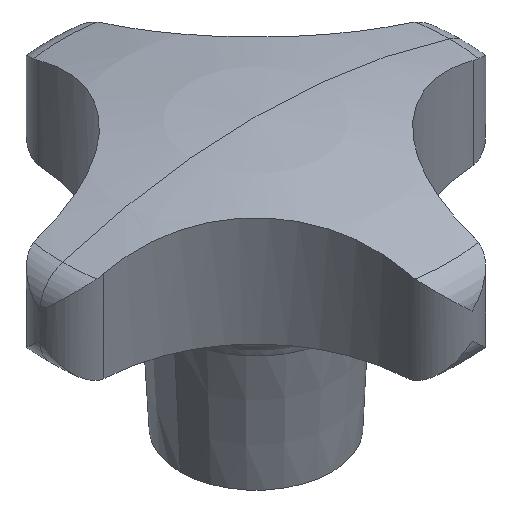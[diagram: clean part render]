
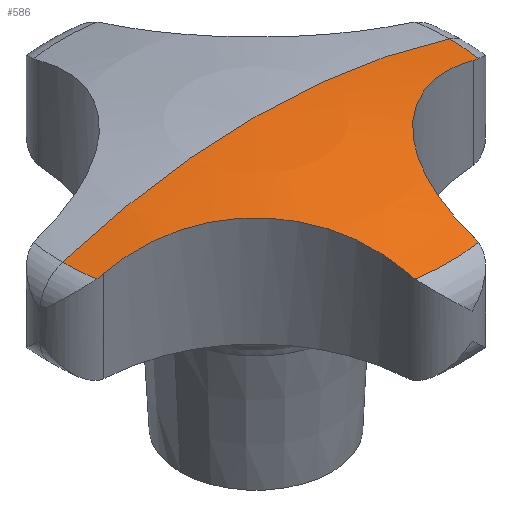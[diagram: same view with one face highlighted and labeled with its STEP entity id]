
A CAD part, isometric view. The second image highlights one B-rep face of the part: STEP entity #586.
In plain terms, the highlighted spherical face has radius 60 mm.
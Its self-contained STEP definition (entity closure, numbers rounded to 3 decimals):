
#234=VERTEX_POINT('',#644);
#270=EDGE_CURVE('',#408,#468,#683,.T.);
#296=EDGE_CURVE('',#596,#518,#711,.T.);
#312=VERTEX_POINT('',#728);
#322=EDGE_CURVE('',#414,#334,#740,.T.);
#334=VERTEX_POINT('',#753);
#360=EDGE_CURVE('',#368,#414,#782,.T.);
#368=VERTEX_POINT('',#790);
#406=VERTEX_POINT('',#833);
#408=VERTEX_POINT('',#835);
#414=VERTEX_POINT('',#841);
#426=EDGE_CURVE('',#570,#596,#853,.T.);
#428=EDGE_CURVE('',#234,#570,#855,.T.);
#450=EDGE_CURVE('',#518,#334,#878,.T.);
#468=VERTEX_POINT('',#897);
#480=EDGE_CURVE('',#368,#406,#909,.T.);
#486=EDGE_CURVE('',#406,#408,#917,.T.);
#518=VERTEX_POINT('',#954);
#550=EDGE_CURVE('',#468,#312,#989,.T.);
#570=VERTEX_POINT('',#1010);
#582=EDGE_CURVE('',#312,#234,#1023,.T.);
#586=ADVANCED_FACE('',(#1027),#1028,.T.);
#596=VERTEX_POINT('',#1039);
#644=CARTESIAN_POINT('',(2.928,-17.654,22.269));
#683=B_SPLINE_CURVE_WITH_KNOTS('',3,(#1179,#1180,#1181,#1182,#1183,#1184,#1185,#1186,#1187,#1188,#1189,#1190,#1191,#1192,#1193,#1194,#1195,#1196),.UNSPECIFIED.,.F.,.F.,(4,2,2,2,2,2,2,2,4),(23.196,25.893,28.591,31.288,33.985,36.686,39.386,42.087,44.598),.UNSPECIFIED.);
#711=B_SPLINE_CURVE_WITH_KNOTS('',3,(#1244,#1245,#1246,#1247),.UNSPECIFIED.,.F.,.F.,(4,4),(0.0,0.582),.UNSPECIFIED.);
#728=CARTESIAN_POINT('',(-2.928,-17.654,22.269));
#740=CIRCLE('',#1286,60.);
#753=CARTESIAN_POINT('',(17.895,0.,22.269));
#782=CIRCLE('',#1354,60.);
#790=CARTESIAN_POINT('',(-17.895,0.,22.269));
#833=CARTESIAN_POINT('',(-17.654,-2.928,22.269));
#835=CARTESIAN_POINT('',(-17.085,-2.999,22.438));
#841=CARTESIAN_POINT('',(0.,0.,25.));
#853=B_SPLINE_CURVE_WITH_KNOTS('',3,(#1494,#1495,#1496,#1497,#1498,#1499,#1500,#1501,#1502,#1503,#1504,#1505,#1506,#1507,#1508,#1509,#1510,#1511),.UNSPECIFIED.,.F.,.F.,(4,2,2,2,2,2,2,2,4),(23.196,25.893,28.591,31.288,33.985,36.686,39.386,42.087,44.598),.UNSPECIFIED.);
#855=B_SPLINE_CURVE_WITH_KNOTS('',3,(#1514,#1515,#1516,#1517,#1518,#1519),.UNSPECIFIED.,.F.,.F.,(4,2,4),(8.488,8.647,9.063),.UNSPECIFIED.);
#878=CIRCLE('',#1588,17.895);
#897=CARTESIAN_POINT('',(-2.999,-17.085,22.438));
#909=CIRCLE('',#1691,17.895);
#917=B_SPLINE_CURVE_WITH_KNOTS('',3,(#1702,#1703,#1704,#1705,#1706,#1707),.UNSPECIFIED.,.F.,.F.,(4,2,4),(8.488,8.647,9.063),.UNSPECIFIED.);
#954=CARTESIAN_POINT('',(17.654,-2.928,22.269));
#989=B_SPLINE_CURVE_WITH_KNOTS('',3,(#1829,#1830,#1831,#1832),.UNSPECIFIED.,.F.,.F.,(4,4),(0.0,0.582),.UNSPECIFIED.);
#1010=CARTESIAN_POINT('',(2.999,-17.085,22.438));
#1023=CIRCLE('',#1893,17.895);
#1027=FACE_OUTER_BOUND('',#1898,.T.);
#1028=SPHERICAL_SURFACE('',#1899,60.);
#1039=CARTESIAN_POINT('',(17.085,-2.999,22.438));
#1179=CARTESIAN_POINT('',(-17.085,-2.999,22.438));
#1180=CARTESIAN_POINT('',(-16.223,-3.023,22.693));
#1181=CARTESIAN_POINT('',(-15.325,-3.127,22.933));
#1182=CARTESIAN_POINT('',(-13.529,-3.515,23.357));
#1183=CARTESIAN_POINT('',(-12.631,-3.8,23.54));
#1184=CARTESIAN_POINT('',(-10.901,-4.544,23.834));
#1185=CARTESIAN_POINT('',(-10.068,-5.003,23.945));
#1186=CARTESIAN_POINT('',(-8.522,-6.063,24.089));
#1187=CARTESIAN_POINT('',(-7.81,-6.663,24.122));
#1188=CARTESIAN_POINT('',(-6.545,-7.943,24.118));
#1189=CARTESIAN_POINT('',(-5.953,-8.663,24.08));
#1190=CARTESIAN_POINT('',(-4.912,-10.223,23.926));
#1191=CARTESIAN_POINT('',(-4.463,-11.062,23.81));
#1192=CARTESIAN_POINT('',(-3.74,-12.802,23.507));
#1193=CARTESIAN_POINT('',(-3.467,-13.704,23.319));
#1194=CARTESIAN_POINT('',(-3.113,-15.442,22.902));
#1195=CARTESIAN_POINT('',(-3.022,-16.278,22.677));
#1196=CARTESIAN_POINT('',(-2.999,-17.085,22.438));
#1244=CARTESIAN_POINT('',(17.085,-2.999,22.438));
#1245=CARTESIAN_POINT('',(17.271,-2.994,22.383));
#1246=CARTESIAN_POINT('',(17.463,-2.971,22.326));
#1247=CARTESIAN_POINT('',(17.654,-2.928,22.269));
#1286=AXIS2_PLACEMENT_3D('',#2110,#2111,#2112);
#1354=AXIS2_PLACEMENT_3D('',#2174,#2175,#2176);
#1494=CARTESIAN_POINT('',(2.999,-17.085,22.438));
#1495=CARTESIAN_POINT('',(3.023,-16.223,22.693));
#1496=CARTESIAN_POINT('',(3.127,-15.325,22.933));
#1497=CARTESIAN_POINT('',(3.515,-13.529,23.357));
#1498=CARTESIAN_POINT('',(3.8,-12.631,23.54));
#1499=CARTESIAN_POINT('',(4.544,-10.901,23.834));
#1500=CARTESIAN_POINT('',(5.003,-10.068,23.945));
#1501=CARTESIAN_POINT('',(6.063,-8.522,24.089));
#1502=CARTESIAN_POINT('',(6.663,-7.81,24.122));
#1503=CARTESIAN_POINT('',(7.943,-6.545,24.118));
#1504=CARTESIAN_POINT('',(8.663,-5.953,24.08));
#1505=CARTESIAN_POINT('',(10.223,-4.912,23.926));
#1506=CARTESIAN_POINT('',(11.062,-4.463,23.81));
#1507=CARTESIAN_POINT('',(12.802,-3.74,23.507));
#1508=CARTESIAN_POINT('',(13.704,-3.467,23.319));
#1509=CARTESIAN_POINT('',(15.442,-3.113,22.902));
#1510=CARTESIAN_POINT('',(16.278,-3.022,22.677));
#1511=CARTESIAN_POINT('',(17.085,-2.999,22.438));
#1514=CARTESIAN_POINT('',(2.928,-17.654,22.269));
#1515=CARTESIAN_POINT('',(2.94,-17.601,22.285));
#1516=CARTESIAN_POINT('',(2.95,-17.549,22.3));
#1517=CARTESIAN_POINT('',(2.982,-17.358,22.357));
#1518=CARTESIAN_POINT('',(2.995,-17.22,22.398));
#1519=CARTESIAN_POINT('',(2.999,-17.085,22.438));
#1588=AXIS2_PLACEMENT_3D('',#2266,#2267,#2268);
#1691=AXIS2_PLACEMENT_3D('',#2288,#2289,#2290);
#1702=CARTESIAN_POINT('',(-17.654,-2.928,22.269));
#1703=CARTESIAN_POINT('',(-17.601,-2.94,22.285));
#1704=CARTESIAN_POINT('',(-17.549,-2.95,22.3));
#1705=CARTESIAN_POINT('',(-17.358,-2.982,22.357));
#1706=CARTESIAN_POINT('',(-17.22,-2.995,22.398));
#1707=CARTESIAN_POINT('',(-17.085,-2.999,22.438));
#1829=CARTESIAN_POINT('',(-2.999,-17.085,22.438));
#1830=CARTESIAN_POINT('',(-2.994,-17.271,22.383));
#1831=CARTESIAN_POINT('',(-2.971,-17.463,22.326));
#1832=CARTESIAN_POINT('',(-2.928,-17.654,22.269));
#1893=AXIS2_PLACEMENT_3D('',#2412,#2413,#2414);
#1898=EDGE_LOOP('',(#2419,#2420,#2421,#2422,#2423,#2424,#2425,#2426,#2427,#2428,#2429));
#1899=AXIS2_PLACEMENT_3D('',#2430,#2431,#2432);
#2110=CARTESIAN_POINT('',(0.,0.,-35.));
#2111=DIRECTION('',(0.,1.0,0.));
#2112=DIRECTION('',(0.0,0.,-1.0));
#2174=CARTESIAN_POINT('',(0.,0.,-35.));
#2175=DIRECTION('',(0.,1.0,0.));
#2176=DIRECTION('',(0.0,0.,-1.0));
#2266=CARTESIAN_POINT('',(0.,0.,22.269));
#2267=DIRECTION('',(0.,0.,1.0));
#2268=DIRECTION('',(1.0,0.,0.));
#2288=CARTESIAN_POINT('',(0.,0.,22.269));
#2289=DIRECTION('',(0.,0.,1.0));
#2290=DIRECTION('',(1.0,0.,0.));
#2412=CARTESIAN_POINT('',(0.,0.,22.269));
#2413=DIRECTION('',(0.,0.,1.0));
#2414=DIRECTION('',(1.0,0.,0.));
#2419=ORIENTED_EDGE('',*,*,#360,.F.);
#2420=ORIENTED_EDGE('',*,*,#480,.T.);
#2421=ORIENTED_EDGE('',*,*,#486,.T.);
#2422=ORIENTED_EDGE('',*,*,#270,.T.);
#2423=ORIENTED_EDGE('',*,*,#550,.T.);
#2424=ORIENTED_EDGE('',*,*,#582,.T.);
#2425=ORIENTED_EDGE('',*,*,#428,.T.);
#2426=ORIENTED_EDGE('',*,*,#426,.T.);
#2427=ORIENTED_EDGE('',*,*,#296,.T.);
#2428=ORIENTED_EDGE('',*,*,#450,.T.);
#2429=ORIENTED_EDGE('',*,*,#322,.F.);
#2430=CARTESIAN_POINT('',(0.,0.,-35.));
#2431=DIRECTION('',(0.,0.,1.0));
#2432=DIRECTION('',(-1.0,0.,0.0));
